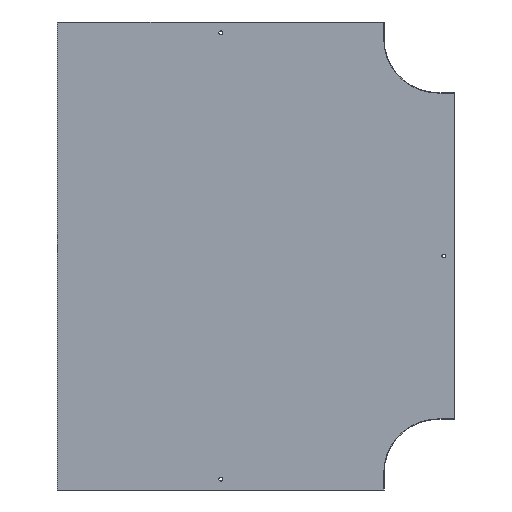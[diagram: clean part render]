
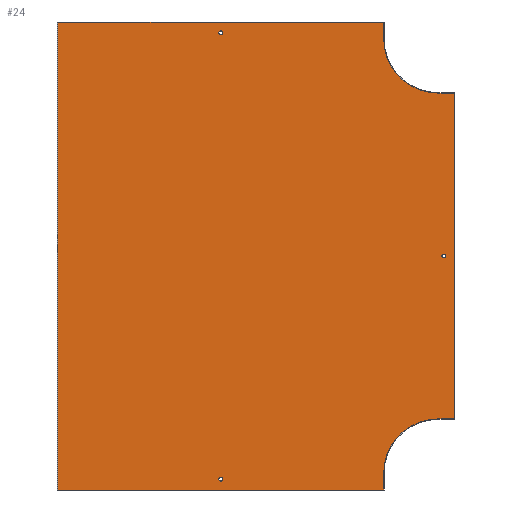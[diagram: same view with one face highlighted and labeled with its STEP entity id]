
A CAD part, front view. The second image highlights one B-rep face of the part: STEP entity #24.
In plain terms, the highlighted planar face has unit normal (0, -1, 0).
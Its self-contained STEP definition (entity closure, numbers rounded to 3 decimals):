
#24 = ADVANCED_FACE ( 'NONE', ( #696, #707, #704, #706 ), #214, .F. ) ;
#41 = VERTEX_POINT ( 'NONE', #244 ) ;
#42 = VERTEX_POINT ( 'NONE', #245 ) ;
#43 = VERTEX_POINT ( 'NONE', #246 ) ;
#44 = VERTEX_POINT ( 'NONE', #247 ) ;
#45 = VERTEX_POINT ( 'NONE', #248 ) ;
#49 = VERTEX_POINT ( 'NONE', #251 ) ;
#52 = VERTEX_POINT ( 'NONE', #254 ) ;
#53 = VERTEX_POINT ( 'NONE', #255 ) ;
#55 = VERTEX_POINT ( 'NONE', #257 ) ;
#56 = VERTEX_POINT ( 'NONE', #258 ) ;
#208 = DIRECTION ( 'NONE',  ( 0., 1., 0. ) ) ;
#213 = CARTESIAN_POINT ( 'NONE',  ( 0., 0., 0. ) ) ;
#214 = PLANE ( 'NONE',  #473 ) ;
#215 = DIRECTION ( 'NONE',  ( 0., 0., 1. ) ) ;
#244 = CARTESIAN_POINT ( 'NONE',  ( -300.2, 0., 0. ) ) ;
#245 = CARTESIAN_POINT ( 'NONE',  ( 300.2, 0., 0. ) ) ;
#246 = CARTESIAN_POINT ( 'NONE',  ( 400., 0., -731.2 ) ) ;
#247 = CARTESIAN_POINT ( 'NONE',  ( 400., 0., -130.8 ) ) ;
#248 = CARTESIAN_POINT ( 'NONE',  ( 300.2, 0., -862. ) ) ;
#251 = CARTESIAN_POINT ( 'NONE',  ( 300.2, 0., -31. ) ) ;
#254 = CARTESIAN_POINT ( 'NONE',  ( 431., 0., -130.8 ) ) ;
#255 = CARTESIAN_POINT ( 'NONE',  ( -300.2, 0., -862. ) ) ;
#257 = CARTESIAN_POINT ( 'NONE',  ( 431., 0., -731.2 ) ) ;
#258 = CARTESIAN_POINT ( 'NONE',  ( 300.2, 0., -831. ) ) ;
#360 = CARTESIAN_POINT ( 'NONE',  ( 300.2, 0., 0. ) ) ;
#364 = DIRECTION ( 'NONE',  ( 1., 0., 0. ) ) ;
#365 = DIRECTION ( 'NONE',  ( 0., 0., -1. ) ) ;
#366 = CARTESIAN_POINT ( 'NONE',  ( 0., 0., -842. ) ) ;
#367 = DIRECTION ( 'NONE',  ( 0., 1., 0. ) ) ;
#368 = DIRECTION ( 'NONE',  ( 0., 0., -1. ) ) ;
#369 = CARTESIAN_POINT ( 'NONE',  ( 300.2, 0., 0. ) ) ;
#370 = CARTESIAN_POINT ( 'NONE',  ( 0., 0., -20. ) ) ;
#371 = DIRECTION ( 'NONE',  ( 0., 1., 0. ) ) ;
#372 = DIRECTION ( 'NONE',  ( 0., 0., 1. ) ) ;
#373 = DIRECTION ( 'NONE',  ( 0., 0., 1. ) ) ;
#374 = CARTESIAN_POINT ( 'NONE',  ( 0., 0., -862. ) ) ;
#375 = CARTESIAN_POINT ( 'NONE',  ( 0., 0., -731.2 ) ) ;
#376 = DIRECTION ( 'NONE',  ( 1., 0., 0. ) ) ;
#377 = CARTESIAN_POINT ( 'NONE',  ( -300.2, 0., 0. ) ) ;
#378 = DIRECTION ( 'NONE',  ( 0., 0., 1. ) ) ;
#379 = CARTESIAN_POINT ( 'NONE',  ( 400., 0., -831. ) ) ;
#380 = DIRECTION ( 'NONE',  ( 0., 1., 0. ) ) ;
#381 = DIRECTION ( 'NONE',  ( 0., 0., 1. ) ) ;
#382 = CARTESIAN_POINT ( 'NONE',  ( 431., 0., 0. ) ) ;
#383 = CARTESIAN_POINT ( 'NONE',  ( 0., 0., -130.8 ) ) ;
#384 = CARTESIAN_POINT ( 'NONE',  ( 400., 0., -31. ) ) ;
#385 = DIRECTION ( 'NONE',  ( 0., -1., 0. ) ) ;
#386 = DIRECTION ( 'NONE',  ( 0., 0., 1. ) ) ;
#387 = CARTESIAN_POINT ( 'NONE',  ( 0., 0., 0. ) ) ;
#388 = DIRECTION ( 'NONE',  ( 1., 0., 0. ) ) ;
#389 = CARTESIAN_POINT ( 'NONE',  ( 411., 0., -431. ) ) ;
#390 = DIRECTION ( 'NONE',  ( 0., 1., 0. ) ) ;
#391 = DIRECTION ( 'NONE',  ( 0., 0., 1. ) ) ;
#392 = DIRECTION ( 'NONE',  ( 1., 0., 0. ) ) ;
#393 = DIRECTION ( 'NONE',  ( 0., 0., 1. ) ) ;
#420 = ORIENTED_EDGE ( 'NONE', *, *, #446, .T. ) ;
#442 = EDGE_CURVE ( 'NONE', #837, #837, #794, .T. ) ;
#443 = EDGE_CURVE ( 'NONE', #838, #838, #798, .T. ) ;
#444 = EDGE_CURVE ( 'NONE', #45, #56, #796, .T. ) ;
#445 = EDGE_CURVE ( 'NONE', #53, #45, #790, .T. ) ;
#446 = EDGE_CURVE ( 'NONE', #43, #55, #801, .T. ) ;
#447 = EDGE_CURVE ( 'NONE', #56, #43, #802, .T. ) ;
#448 = EDGE_CURVE ( 'NONE', #42, #49, #804, .T. ) ;
#449 = EDGE_CURVE ( 'NONE', #49, #44, #805, .T. ) ;
#450 = EDGE_CURVE ( 'NONE', #53, #41, #807, .T. ) ;
#451 = EDGE_CURVE ( 'NONE', #41, #42, #808, .T. ) ;
#452 = EDGE_CURVE ( 'NONE', #839, #839, #810, .T. ) ;
#453 = EDGE_CURVE ( 'NONE', #44, #52, #813, .T. ) ;
#454 = EDGE_CURVE ( 'NONE', #55, #52, #812, .T. ) ;
#473 = AXIS2_PLACEMENT_3D ( 'NONE', #213, #208, #215 ) ;
#489 = AXIS2_PLACEMENT_3D ( 'NONE', #366, #367, #368 ) ;
#490 = AXIS2_PLACEMENT_3D ( 'NONE', #370, #371, #372 ) ;
#491 = AXIS2_PLACEMENT_3D ( 'NONE', #379, #380, #381 ) ;
#492 = AXIS2_PLACEMENT_3D ( 'NONE', #384, #385, #386 ) ;
#493 = AXIS2_PLACEMENT_3D ( 'NONE', #389, #390, #391 ) ;
#549 = CARTESIAN_POINT ( 'NONE',  ( 0., 0., -845.5 ) ) ;
#550 = CARTESIAN_POINT ( 'NONE',  ( 0., 0., -16.5 ) ) ;
#551 = CARTESIAN_POINT ( 'NONE',  ( 411., 0., -427.5 ) ) ;
#604 = EDGE_LOOP ( 'NONE', ( #645 ) ) ;
#616 = EDGE_LOOP ( 'NONE', ( #636, #420, #637, #638, #639, #640, #641, #642, #643, #644 ) ) ;
#618 = EDGE_LOOP ( 'NONE', ( #635 ) ) ;
#620 = EDGE_LOOP ( 'NONE', ( #646 ) ) ;
#635 = ORIENTED_EDGE ( 'NONE', *, *, #452, .T. ) ;
#636 = ORIENTED_EDGE ( 'NONE', *, *, #447, .T. ) ;
#637 = ORIENTED_EDGE ( 'NONE', *, *, #454, .T. ) ;
#638 = ORIENTED_EDGE ( 'NONE', *, *, #453, .F. ) ;
#639 = ORIENTED_EDGE ( 'NONE', *, *, #449, .F. ) ;
#640 = ORIENTED_EDGE ( 'NONE', *, *, #448, .F. ) ;
#641 = ORIENTED_EDGE ( 'NONE', *, *, #451, .F. ) ;
#642 = ORIENTED_EDGE ( 'NONE', *, *, #450, .F. ) ;
#643 = ORIENTED_EDGE ( 'NONE', *, *, #445, .T. ) ;
#644 = ORIENTED_EDGE ( 'NONE', *, *, #444, .T. ) ;
#645 = ORIENTED_EDGE ( 'NONE', *, *, #443, .T. ) ;
#646 = ORIENTED_EDGE ( 'NONE', *, *, #442, .T. ) ;
#696 = FACE_BOUND ( 'NONE', #618, .T. ) ;
#704 = FACE_BOUND ( 'NONE', #604, .T. ) ;
#706 = FACE_BOUND ( 'NONE', #620, .T. ) ;
#707 = FACE_OUTER_BOUND ( 'NONE', #616, .T. ) ;
#790 = LINE ( 'NONE', #374, #799 ) ;
#794 = CIRCLE ( 'NONE', #489, 3.5 ) ;
#796 = LINE ( 'NONE', #360, #800 ) ;
#798 = CIRCLE ( 'NONE', #490, 3.5 ) ;
#799 = VECTOR ( 'NONE', #364, 1000. ) ;
#800 = VECTOR ( 'NONE', #373, 1000. ) ;
#801 = LINE ( 'NONE', #375, #803 ) ;
#802 = CIRCLE ( 'NONE', #491, 99.8 ) ;
#803 = VECTOR ( 'NONE', #376, 1000. ) ;
#804 = LINE ( 'NONE', #369, #806 ) ;
#805 = CIRCLE ( 'NONE', #492, 99.8 ) ;
#806 = VECTOR ( 'NONE', #365, 1000. ) ;
#807 = LINE ( 'NONE', #377, #809 ) ;
#808 = LINE ( 'NONE', #387, #811 ) ;
#809 = VECTOR ( 'NONE', #378, 1000. ) ;
#810 = CIRCLE ( 'NONE', #493, 3.5 ) ;
#811 = VECTOR ( 'NONE', #388, 1000. ) ;
#812 = LINE ( 'NONE', #382, #814 ) ;
#813 = LINE ( 'NONE', #383, #815 ) ;
#814 = VECTOR ( 'NONE', #393, 1000. ) ;
#815 = VECTOR ( 'NONE', #392, 1000. ) ;
#837 = VERTEX_POINT ( 'NONE', #549 ) ;
#838 = VERTEX_POINT ( 'NONE', #550 ) ;
#839 = VERTEX_POINT ( 'NONE', #551 ) ;
